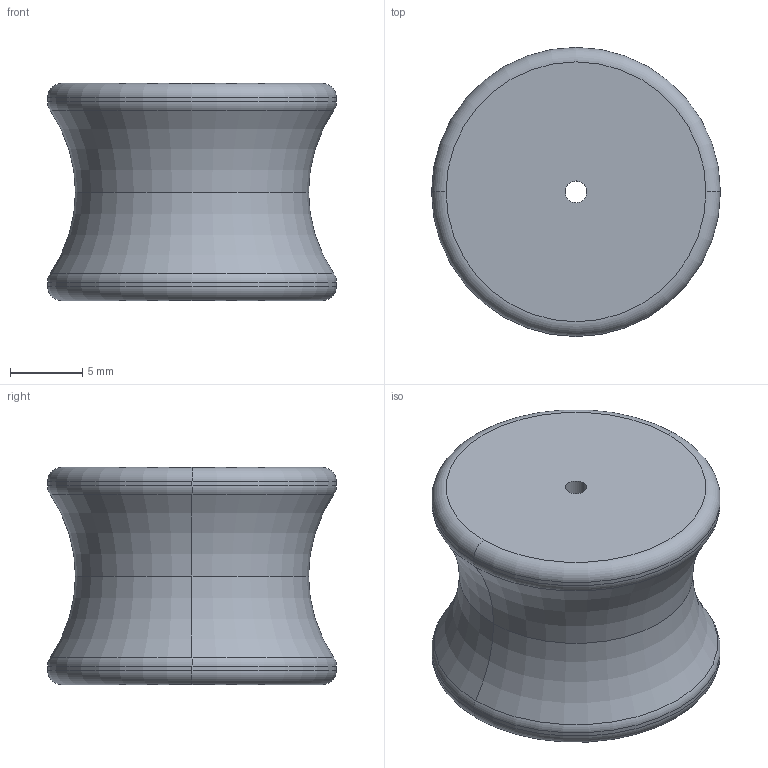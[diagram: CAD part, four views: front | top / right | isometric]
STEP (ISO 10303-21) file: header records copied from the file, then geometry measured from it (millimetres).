
FILE_DESCRIPTION (( 'STEP AP203' ), '1' );
FILE_NAME ('FTW_Micro_Flywheel_OFD.STEP', '2022-08-08T13:47:09', ( '' ), ( '' ), 'SwSTEP 2.0', 'SolidWorks 2020', '' );
FILE_SCHEMA (( 'CONFIG_CONTROL_DESIGN' ));
Length unit declared in the file: millimetre
Products named in the file (1): FTW_Micro_Flywheel_OFD
Bounding box: 19.95 x 19.95 x 15 mm (x, y, z)
Volume: 3741.5 mm3; surface area: 1525.5 mm2
Topology: 1 solids, 1 shells, 20 faces, 40 edges, 22 vertices
Faces by surface type: torus 12, cylinder 6, plane 2
Entity records: 607 total; most frequent: DIRECTION 116, CARTESIAN_POINT 83, ORIENTED_EDGE 80, AXIS2_PLACEMENT_3D 55, EDGE_CURVE 40, CIRCLE 34, VERTEX_POINT 22, EDGE_LOOP 22
